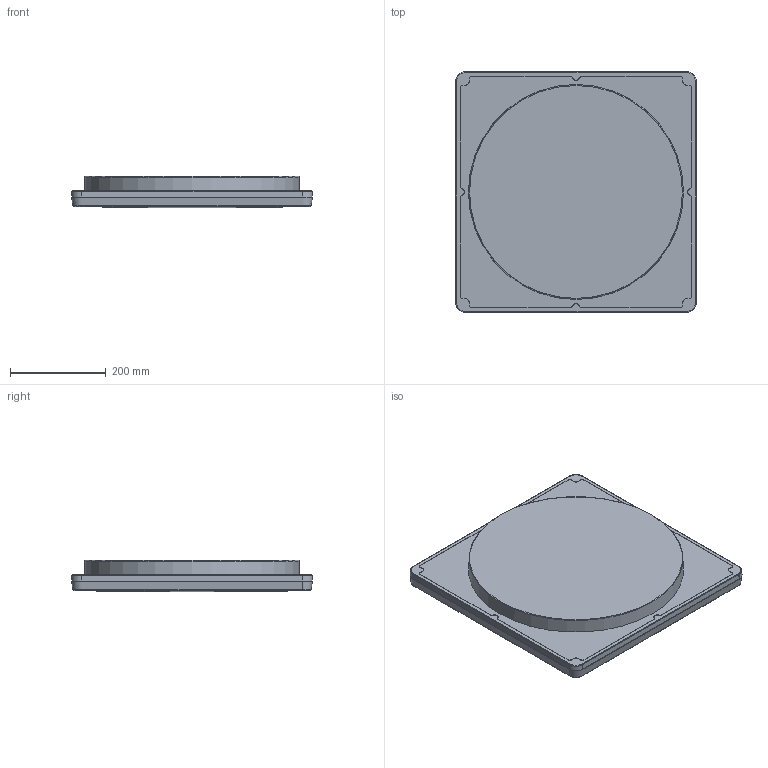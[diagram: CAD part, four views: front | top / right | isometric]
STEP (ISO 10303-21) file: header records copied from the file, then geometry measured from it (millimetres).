
FILE_DESCRIPTION (( 'STEP AP214' ), '1' );
FILE_NAME ('SF_FLAT_SQ_500.STEP', '2024-05-10T13:17:49', ( '' ), ( '' ), 'SwSTEP 2.0', 'SolidWorks 2022', '' );
FILE_SCHEMA (( 'AUTOMOTIVE_DESIGN' ));
Length unit declared in the file: millimetre
Products named in the file (1): SF_FLAT_SQ_500
Bounding box: 501.27 x 501.3 x 64.78 mm (x, y, z)
Volume: 2922521.4 mm3; surface area: 1620827.5 mm2
Topology: 4 solids, 4 shells, 140 faces, 363 edges, 236 vertices
Faces by surface type: plane 55, bspline 54, cylinder 28, cone 2, torus 1
Entity records: 16456 total; most frequent: CARTESIAN_POINT 11904, ORIENTED_EDGE 718, DIRECTION 416, EDGE_CURVE 359, VERTEX_POINT 235, B_SPLINE_CURVE_WITH_KNOTS 160, LINE 152, VECTOR 152
